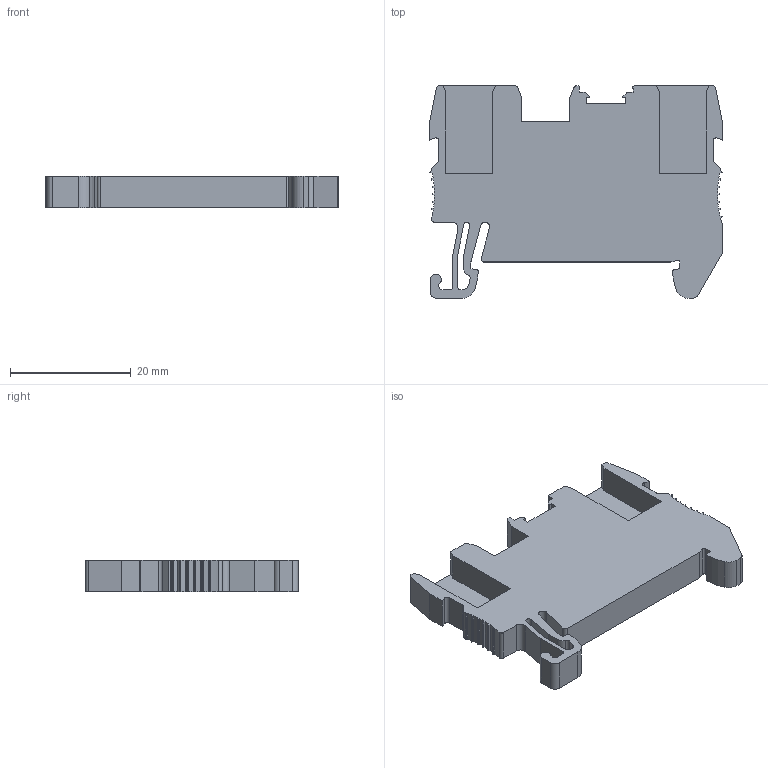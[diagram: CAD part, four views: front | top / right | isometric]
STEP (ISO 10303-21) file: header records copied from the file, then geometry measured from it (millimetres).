
FILE_DESCRIPTION((''),'2;1');
FILE_NAME('PRT0001','2022-12-08T',('Administrator'),(''),'PRO/ENGINEER BY PARAMETRIC TECHNOLOGY CORPORATION, 2013230','PRO/ENGINEER BY PARAMETRIC TECHNOLOGY CORPORATION, 2013230','');
FILE_SCHEMA(('AUTOMOTIVE_DESIGN { 1 0 10303 214 1 1 1 1 }'));
Length unit declared in the file: millimetre
Products named in the file (1): PRT0001
Bounding box: 48.5 x 35.2 x 5.2 mm (x, y, z)
Volume: 5832.9 mm3; surface area: 4209.6 mm2
Topology: 1 solids, 1 shells, 159 faces, 471 edges, 314 vertices
Faces by surface type: plane 95, cylinder 64
Entity records: 5410 total; most frequent: CARTESIAN_POINT 946, ORIENTED_EDGE 942, DIRECTION 917, EDGE_CURVE 471, VECTOR 343, LINE 343, VERTEX_POINT 314, AXIS2_PLACEMENT_3D 287
